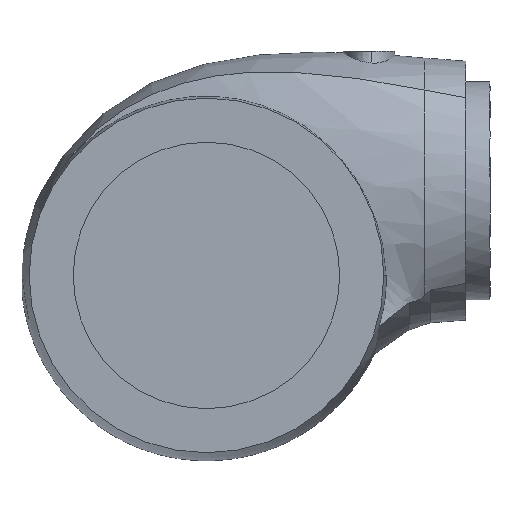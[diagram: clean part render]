
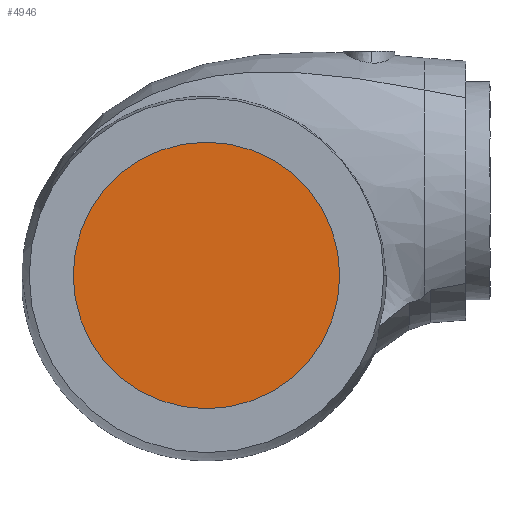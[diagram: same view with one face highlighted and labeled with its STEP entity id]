
A CAD part, front view. The second image highlights one B-rep face of the part: STEP entity #4946.
In plain terms, the highlighted planar face has unit normal (0, -1, 0).
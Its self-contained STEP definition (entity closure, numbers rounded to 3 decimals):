
#146 = CIRCLE ( 'NONE', #2373, 55. ) ;
#473 = CIRCLE ( 'NONE', #7221, 55. ) ;
#547 = DIRECTION ( 'NONE',  ( 0., 1., 0. ) ) ;
#672 = CARTESIAN_POINT ( 'NONE',  ( 25., -67.5, 855. ) ) ;
#1199 = DIRECTION ( 'NONE',  ( 0., 0., -1. ) ) ;
#1954 = DIRECTION ( 'NONE',  ( 0., 0., -1. ) ) ;
#2373 = AXIS2_PLACEMENT_3D ( 'NONE', #6720, #3702, #1954 ) ;
#2409 = VERTEX_POINT ( 'NONE', #5898 ) ;
#2652 = EDGE_CURVE ( 'NONE', #2409, #4769, #146, .T. ) ;
#3296 = ORIENTED_EDGE ( 'NONE', *, *, #7186, .F. ) ;
#3702 = DIRECTION ( 'NONE',  ( 0., 1., 0. ) ) ;
#4181 = CARTESIAN_POINT ( 'NONE',  ( 25., -67.5, 855. ) ) ;
#4243 = DIRECTION ( 'NONE',  ( 0., -1., 0. ) ) ;
#4769 = VERTEX_POINT ( 'NONE', #5259 ) ;
#4946 = ADVANCED_FACE ( 'NONE', ( #7785 ), #7324, .T. ) ;
#5259 = CARTESIAN_POINT ( 'NONE',  ( 25., -67.5, 910. ) ) ;
#5898 = CARTESIAN_POINT ( 'NONE',  ( 25., -67.5, 800. ) ) ;
#6462 = AXIS2_PLACEMENT_3D ( 'NONE', #672, #4243, #1199 ) ;
#6621 = DIRECTION ( 'NONE',  ( 0., 0., -1. ) ) ;
#6720 = CARTESIAN_POINT ( 'NONE',  ( 25., -67.5, 855. ) ) ;
#7071 = EDGE_LOOP ( 'NONE', ( #7253, #3296 ) ) ;
#7186 = EDGE_CURVE ( 'NONE', #4769, #2409, #473, .T. ) ;
#7221 = AXIS2_PLACEMENT_3D ( 'NONE', #4181, #547, #6621 ) ;
#7253 = ORIENTED_EDGE ( 'NONE', *, *, #2652, .F. ) ;
#7324 = PLANE ( 'NONE',  #6462 ) ;
#7785 = FACE_OUTER_BOUND ( 'NONE', #7071, .T. ) ;
